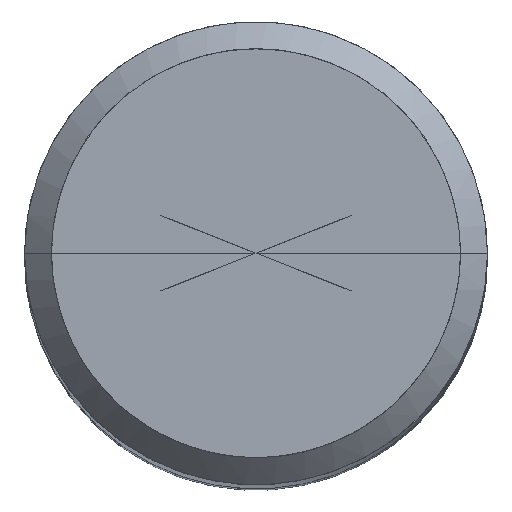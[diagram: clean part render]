
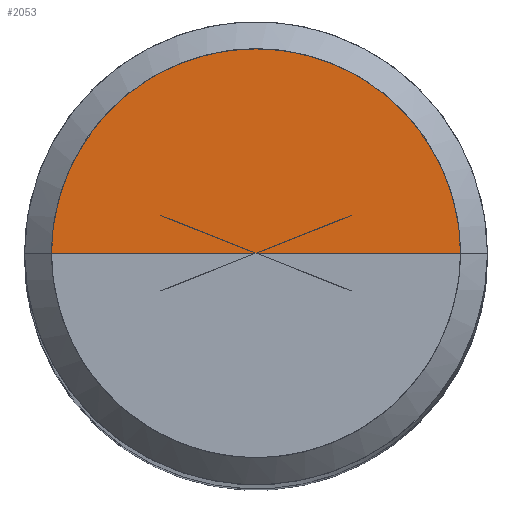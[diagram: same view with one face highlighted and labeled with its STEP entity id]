
A CAD part, top view. The second image highlights one B-rep face of the part: STEP entity #2053.
In plain terms, the highlighted free-form (B-spline) face has degree [1, 2] with [2, 5] control points.
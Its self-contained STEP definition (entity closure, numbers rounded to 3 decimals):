
#1790=CARTESIAN_POINT('',(5.3,0.0,55.0));
#1791=CARTESIAN_POINT('',(5.3,5.3,55.0));
#1792=CARTESIAN_POINT('',(0.0,5.3,55.0));
#1793=CARTESIAN_POINT('',(-5.3,5.3,55.0));
#1794=CARTESIAN_POINT('',(-5.3,0.0,55.0));
#1795=CARTESIAN_POINT('',(0.0,0.0,55.0));
#2038=(
BOUNDED_SURFACE()
B_SPLINE_SURFACE(1,2,(
(#1790,#1791,#1792,#1793,#1794),
(#1795,#1795,#1795,#1795,#1795)
), .UNSPECIFIED.,.F.,.F.,.F.)
B_SPLINE_SURFACE_WITH_KNOTS((2,2),(3,2,3),(
0.0,1.0),(
0.0,0.5,1.0), .UNSPECIFIED.)
GEOMETRIC_REPRESENTATION_ITEM()
RATIONAL_B_SPLINE_SURFACE(((1.0,0.707,1.0,0.707,1.0),
(1.0,0.707,1.0,0.707,1.0)
))
REPRESENTATION_ITEM('')
SURFACE()
);
#2039=(
BOUNDED_CURVE()
B_SPLINE_CURVE(2,(#1794,#1793,#1792,#1791,#1790),.UNSPECIFIED.,.F.,.F.)
B_SPLINE_CURVE_WITH_KNOTS((3,2,3),
(0.0,0.5,1.0),.UNSPECIFIED.)
CURVE()
GEOMETRIC_REPRESENTATION_ITEM()
RATIONAL_B_SPLINE_CURVE((1.0,0.707,1.0,0.707,1.0))
REPRESENTATION_ITEM('')
);
#2040=(
BOUNDED_CURVE()
B_SPLINE_CURVE(1,(#1790,#1795),.UNSPECIFIED.,.F.,.F.)
B_SPLINE_CURVE_WITH_KNOTS((2,2),
(0.0,1.0),.UNSPECIFIED.)
CURVE()
GEOMETRIC_REPRESENTATION_ITEM()
RATIONAL_B_SPLINE_CURVE((1.0,1.0))
REPRESENTATION_ITEM('')
);
#2041=(
BOUNDED_CURVE()
B_SPLINE_CURVE(1,(#1795,#1794),.UNSPECIFIED.,.F.,.F.)
B_SPLINE_CURVE_WITH_KNOTS((2,2),
(0.0,1.0),.UNSPECIFIED.)
CURVE()
GEOMETRIC_REPRESENTATION_ITEM()
RATIONAL_B_SPLINE_CURVE((1.0,1.0))
REPRESENTATION_ITEM('')
);
#2042=VERTEX_POINT('',#1790);
#2043=VERTEX_POINT('',#1794);
#2044=VERTEX_POINT('',#1795);
#2045=EDGE_CURVE('',#2043,#2042,#2039,.T.);
#2046=EDGE_CURVE('',#2042,#2044,#2040,.T.);
#2047=EDGE_CURVE('',#2044,#2043,#2041,.T.);
#2048=ORIENTED_EDGE('',*,*,#2045,.T.);
#2049=ORIENTED_EDGE('',*,*,#2046,.T.);
#2050=ORIENTED_EDGE('',*,*,#2047,.T.);
#2051=EDGE_LOOP('',(#2048,#2049,#2050));
#2052=FACE_OUTER_BOUND('',#2051,.T.);
#2053=ADVANCED_FACE('',(#2052),#2038,.T.);
